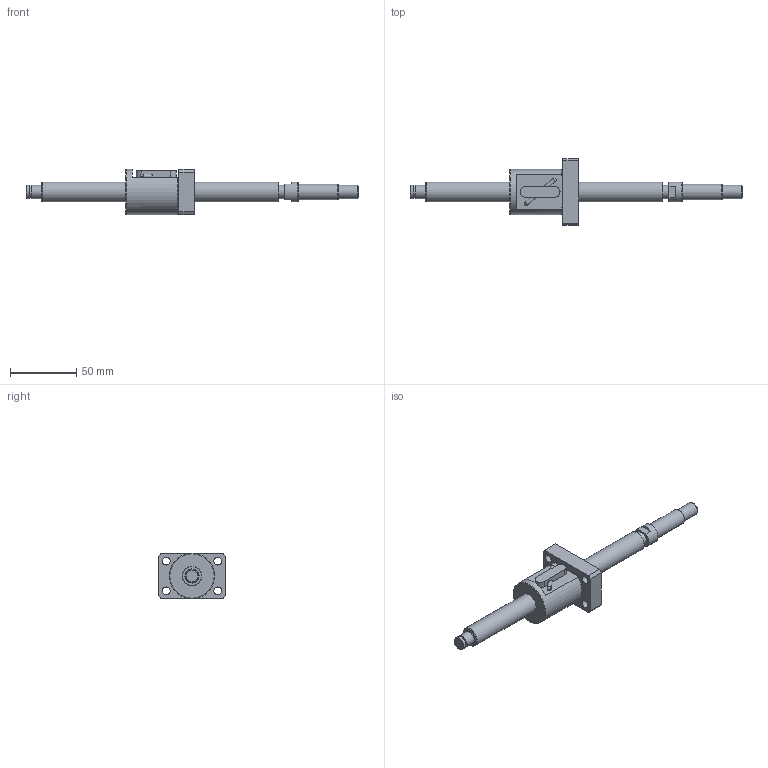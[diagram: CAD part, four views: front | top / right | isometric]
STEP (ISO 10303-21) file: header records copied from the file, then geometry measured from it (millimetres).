
FILE_DESCRIPTION(/* description */ ('STEP AP214'),/* implementation_level */ '2;1');
FILE_NAME(/* name */ 'BSS1510-250',/* time_stamp */ '2023-04-28T05:21:49+02:00',/* author */ ('License CC BY-ND 4.0'),/* organization */ ('CADENAS'),/* preprocessor_version */ 'ST-DEVELOPER v18.102',/* originating_system */ 'PARTsolutions',/* authorisation */ ' ');
FILE_SCHEMA (('AUTOMOTIVE_DESIGN {1 0 10303 214 3 1 1}'));
Length unit declared in the file: millimetre
Products named in the file (3): BSS1510-250; BSS1510_n; BSS1510-250_s
Assembly tree (2 placements, depth 2):
  BSS1510-250
    BSS1510_n
    BSS1510-250_s
Bounding box: 250 x 50 x 34 mm (x, y, z)
Volume: 82625.6 mm3; surface area: 24797.8 mm2
Topology: 2 solids, 2 shells, 80 faces, 187 edges, 120 vertices
Faces by surface type: cylinder 34, plane 31, cone 9, sphere 4, torus 2
Full cylindrical faces by diameter (mm): 4.917 x1, 5 x1, 6 x4, 9.5 x4, 9.6 x1, 10 x4, 12 x1, 13.376 x1, 15 x4, 34 x1
Entity records: 2166 total; most frequent: DIRECTION 388, CARTESIAN_POINT 374, ORIENTED_EDGE 284, AXIS2_PLACEMENT_3D 170, EDGE_CURVE 142, EDGE_LOOP 136, FACE_BOUND 136, VERTEX_POINT 110
